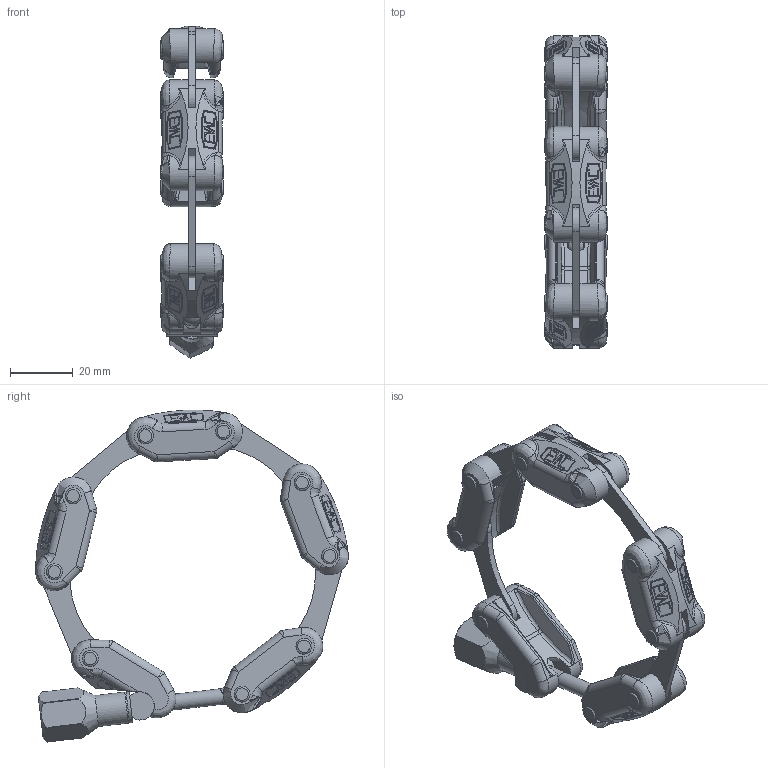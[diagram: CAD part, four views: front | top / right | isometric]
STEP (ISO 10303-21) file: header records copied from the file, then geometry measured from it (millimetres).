
FILE_DESCRIPTION(/* description */ (''),/* implementation_level */ '2;1');
FILE_NAME(/* name */ '30.050019.159.550',/* time_stamp */ '2018-07-17T09:13:29+02:00',/* author */ ('Murat Coskun Bicak'),/* organization */ ('Evac AG'),/* preprocessor_version */ 'ST-DEVELOPER v16.7',/* originating_system */ 'DEX',/* authorisation */ $);
FILE_SCHEMA (('AUTOMOTIVE_DESIGN {1 0 10303 214 3 1 1}'));
Length unit declared in the file: millimetre
Products named in the file (10): 30.050019.159.550; 03.230.030-ALTF; 03.230.031-ALTF; 03.230.032-ALTF; 03.020.008-IXMY; 03.031.030-IX; 03.034.001-IXMY; 03.036.002-AL; 00.1505.00-IXMY; 03.037.003-IX
Assembly tree (22 placements, depth 2):
  30.050019.159.550
    03.230.030-ALTF  x3
    03.230.031-ALTF
    03.230.032-ALTF
    03.020.008-IXMY  x9
    03.031.030-IX  x4
    03.034.001-IXMY
    03.036.002-AL
    00.1505.00-IXMY
    03.037.003-IX
Bounding box: 20 x 99.96 x 106.1 mm (x, y, z)
Volume: 38436.9 mm3; surface area: 26067.7 mm2
Topology: 22 solids, 22 shells, 2026 faces, 5178 edges, 3160 vertices
Faces by surface type: cylinder 867, plane 680, sphere 198, bspline 138, torus 137, cone 6
Full cylindrical faces by diameter (mm): 4.134 x1, 5 x20, 5.1 x18, 5.2 x1, 5.3 x1, 8 x1, 10 x2
Entity records: 38501 total; most frequent: CARTESIAN_POINT 10609, DIRECTION 5774, ORIENTED_EDGE 5744, EDGE_CURVE 2872, AXIS2_PLACEMENT_3D 2177, VERTEX_POINT 1776, LINE 1420, VECTOR 1420
